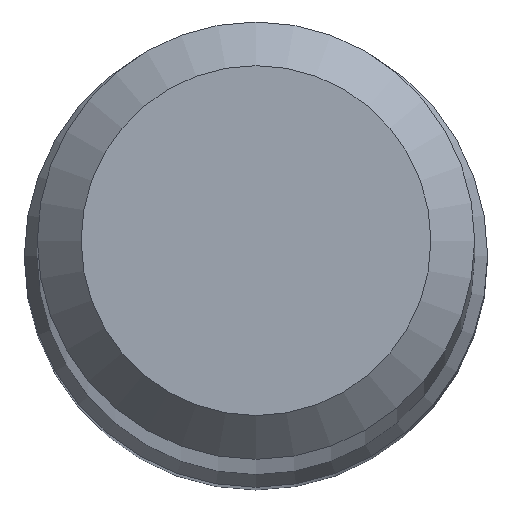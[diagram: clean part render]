
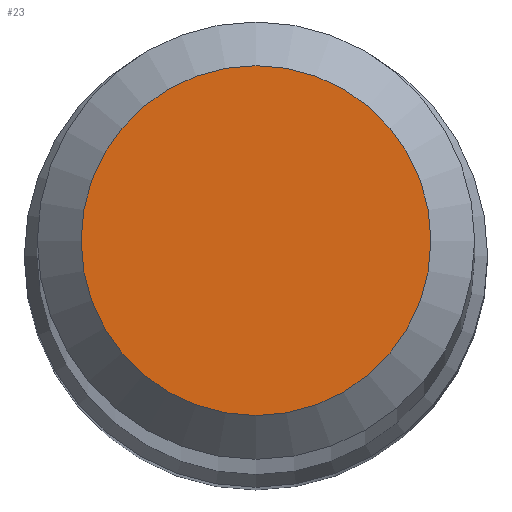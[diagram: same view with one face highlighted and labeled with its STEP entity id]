
A CAD part, top view. The second image highlights one B-rep face of the part: STEP entity #23.
In plain terms, the highlighted planar face has unit normal (0, 0, 1).
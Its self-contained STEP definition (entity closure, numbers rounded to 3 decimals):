
#7 = FACE_OUTER_BOUND ( 'NONE', #83, .T. ) ;
#11 = DIRECTION ( 'NONE',  ( 0., 0., 1. ) ) ;
#23 = ADVANCED_FACE ( 'NONE', ( #7 ), #221, .T. ) ;
#35 = CARTESIAN_POINT ( 'NONE',  ( 0., 1.2, 70. ) ) ;
#57 = DIRECTION ( 'NONE',  ( 0., 1., 0. ) ) ;
#58 = AXIS2_PLACEMENT_3D ( 'NONE', #236, #11, #141 ) ;
#83 = EDGE_LOOP ( 'NONE', ( #97 ) ) ;
#97 = ORIENTED_EDGE ( 'NONE', *, *, #197, .F. ) ;
#130 = VERTEX_POINT ( 'NONE', #35 ) ;
#139 = CIRCLE ( 'NONE', #184, 1.2 ) ;
#141 = DIRECTION ( 'NONE',  ( 0., -1., 0. ) ) ;
#146 = DIRECTION ( 'NONE',  ( 0., 0., -1. ) ) ;
#184 = AXIS2_PLACEMENT_3D ( 'NONE', #240, #146, #57 ) ;
#197 = EDGE_CURVE ( 'NONE', #130, #130, #139, .T. ) ;
#221 = PLANE ( 'NONE',  #58 ) ;
#236 = CARTESIAN_POINT ( 'NONE',  ( 0., 0., 70. ) ) ;
#240 = CARTESIAN_POINT ( 'NONE',  ( 0., 0., 70. ) ) ;
